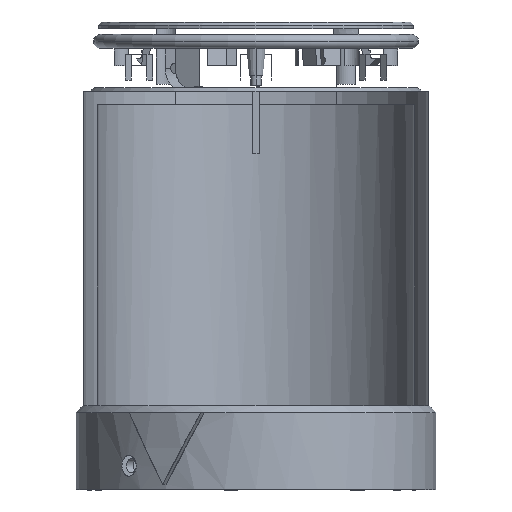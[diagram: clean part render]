
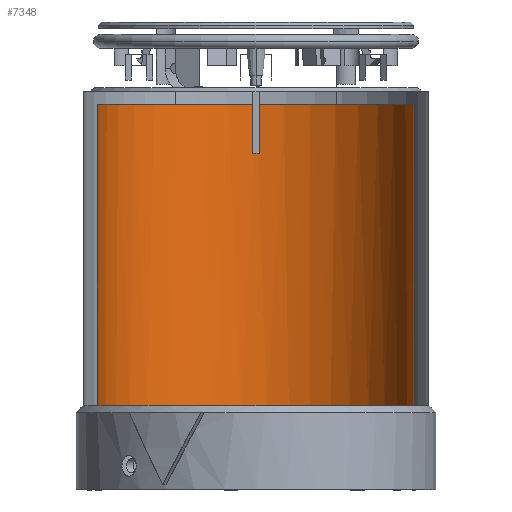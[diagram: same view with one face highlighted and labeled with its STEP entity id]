
A CAD part, front view. The second image highlights one B-rep face of the part: STEP entity #7348.
In plain terms, the highlighted cylindrical face has radius 23 mm (diameter 46 mm), a partial arc.
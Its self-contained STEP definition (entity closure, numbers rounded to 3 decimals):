
#7273=CARTESIAN_POINT('',(-199.26,139.866,-82.559));
#7274=DIRECTION('',(0.0,0.,1.0));
#7275=DIRECTION('',(1.0,0.0,0.0));
#7276=AXIS2_PLACEMENT_3D('',#7273,#7274,#7275);
#7277=CYLINDRICAL_SURFACE('',#7276,23.);
#7278=CARTESIAN_POINT('',(-176.26,139.866,-68.574));
#7279=VERTEX_POINT('',#7278);
#7280=CARTESIAN_POINT('',(-185.744,158.476,-68.574));
#7281=VERTEX_POINT('',#7280);
#7282=CARTESIAN_POINT('',(-199.26,139.866,-68.574));
#7283=DIRECTION('',(0.0,0.0,1.0));
#7284=DIRECTION('',(1.0,0.0,0.0));
#7285=AXIS2_PLACEMENT_3D('',#7282,#7283,#7284);
#7286=CIRCLE('',#7285,23.);
#7287=EDGE_CURVE('',#7279,#7281,#7286,.T.);
#7288=ORIENTED_EDGE('',*,*,#7287,.F.);
#7289=CARTESIAN_POINT('',(-176.26,139.866,-23.574));
#7290=VERTEX_POINT('',#7289);
#7291=CARTESIAN_POINT('',(-176.26,139.866,-68.574));
#7292=DIRECTION('',(0.0,0.0,1.0));
#7293=VECTOR('',#7292,45.);
#7294=LINE('',#7291,#7293);
#7295=EDGE_CURVE('',#7279,#7290,#7294,.T.);
#7296=ORIENTED_EDGE('',*,*,#7295,.T.);
#7297=CARTESIAN_POINT('',(-222.26,139.866,-23.574));
#7298=VERTEX_POINT('',#7297);
#7299=CARTESIAN_POINT('',(-199.26,139.866,-23.574));
#7300=DIRECTION('',(0.0,0.0,1.0));
#7301=DIRECTION('',(1.0,0.0,0.0));
#7302=AXIS2_PLACEMENT_3D('',#7299,#7300,#7301);
#7303=CIRCLE('',#7302,23.);
#7304=EDGE_CURVE('',#7290,#7298,#7303,.T.);
#7305=ORIENTED_EDGE('',*,*,#7304,.T.);
#7306=CARTESIAN_POINT('',(-222.26,139.866,-68.574));
#7307=VERTEX_POINT('',#7306);
#7308=CARTESIAN_POINT('',(-222.26,139.866,-68.574));
#7309=DIRECTION('',(0.0,0.0,1.0));
#7310=VECTOR('',#7309,45.);
#7311=LINE('',#7308,#7310);
#7312=EDGE_CURVE('',#7307,#7298,#7311,.T.);
#7313=ORIENTED_EDGE('',*,*,#7312,.F.);
#7314=CARTESIAN_POINT('',(-197.675,162.811,-68.574));
#7315=VERTEX_POINT('',#7314);
#7316=CARTESIAN_POINT('',(-199.26,139.866,-68.574));
#7317=DIRECTION('',(0.,0.,1.0));
#7318=DIRECTION('',(0.069,0.998,0.));
#7319=AXIS2_PLACEMENT_3D('',#7316,#7317,#7318);
#7320=CIRCLE('',#7319,23.);
#7321=EDGE_CURVE('',#7315,#7307,#7320,.T.);
#7322=ORIENTED_EDGE('',*,*,#7321,.F.);
#7323=CARTESIAN_POINT('',(-197.675,162.811,-68.074));
#7324=VERTEX_POINT('',#7323);
#7325=CARTESIAN_POINT('',(-197.675,162.811,-68.074));
#7326=DIRECTION('',(0.0,0.0,-1.0));
#7327=VECTOR('',#7326,0.5);
#7328=LINE('',#7325,#7327);
#7329=EDGE_CURVE('',#7324,#7315,#7328,.F.);
#7330=ORIENTED_EDGE('',*,*,#7329,.F.);
#7331=CARTESIAN_POINT('',(-185.744,158.476,-68.074));
#7332=VERTEX_POINT('',#7331);
#7333=CARTESIAN_POINT('',(-199.26,139.866,-68.074));
#7334=DIRECTION('',(0.,0.,1.0));
#7335=DIRECTION('',(0.588,0.809,0.));
#7336=AXIS2_PLACEMENT_3D('',#7333,#7334,#7335);
#7337=CIRCLE('',#7336,23.);
#7338=EDGE_CURVE('',#7332,#7324,#7337,.T.);
#7339=ORIENTED_EDGE('',*,*,#7338,.F.);
#7340=CARTESIAN_POINT('',(-185.744,158.476,-68.574));
#7341=DIRECTION('',(0.0,0.0,1.0));
#7342=VECTOR('',#7341,0.5);
#7343=LINE('',#7340,#7342);
#7344=EDGE_CURVE('',#7281,#7332,#7343,.T.);
#7345=ORIENTED_EDGE('',*,*,#7344,.F.);
#7346=EDGE_LOOP('',(#7288,#7296,#7305,#7313,#7322,#7330,#7339,#7345));
#7347=FACE_OUTER_BOUND('',#7346,.T.);
#7348=ADVANCED_FACE('',(#7347),#7277,.F.);
